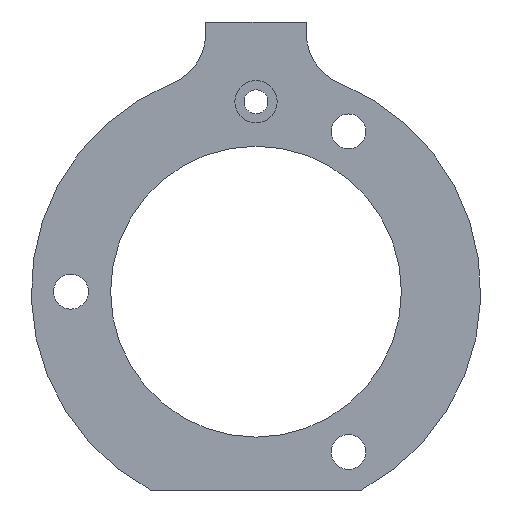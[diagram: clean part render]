
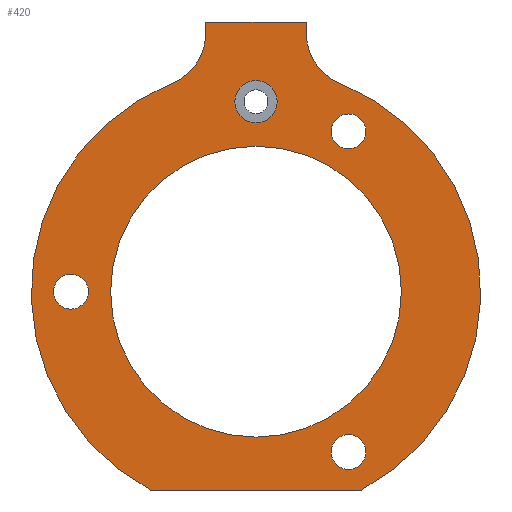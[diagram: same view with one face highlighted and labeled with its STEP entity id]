
A CAD part, front view. The second image highlights one B-rep face of the part: STEP entity #420.
In plain terms, the highlighted planar face has unit normal (0, -1, 0).
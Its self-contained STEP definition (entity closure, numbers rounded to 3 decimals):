
#15=FACE_BOUND('',#72,.T.);
#16=FACE_BOUND('',#73,.T.);
#17=FACE_BOUND('',#74,.T.);
#18=FACE_BOUND('',#75,.T.);
#19=FACE_BOUND('',#76,.T.);
#31=PLANE('',#465);
#46=FACE_OUTER_BOUND('',#71,.T.);
#71=EDGE_LOOP('',(#310,#311,#312,#313,#314,#315,#316,#317));
#72=EDGE_LOOP('',(#318));
#73=EDGE_LOOP('',(#319));
#74=EDGE_LOOP('',(#320));
#75=EDGE_LOOP('',(#321));
#76=EDGE_LOOP('',(#322));
#114=LINE('',#674,#145);
#117=LINE('',#680,#148);
#118=LINE('',#684,#149);
#119=LINE('',#685,#150);
#145=VECTOR('',#536,10.);
#148=VECTOR('',#541,10.);
#149=VECTOR('',#546,10.);
#150=VECTOR('',#547,10.);
#168=CIRCLE('',#456,10.);
#170=CIRCLE('',#459,42.5);
#172=CIRCLE('',#462,10.);
#173=CIRCLE('',#466,42.5);
#174=CIRCLE('',#467,27.5);
#175=CIRCLE('',#468,4.);
#176=CIRCLE('',#469,3.3);
#177=CIRCLE('',#470,3.3);
#178=CIRCLE('',#471,3.3);
#195=VERTEX_POINT('',#645);
#196=VERTEX_POINT('',#647);
#198=VERTEX_POINT('',#653);
#201=VERTEX_POINT('',#660);
#202=VERTEX_POINT('',#662);
#206=VERTEX_POINT('',#672);
#208=VERTEX_POINT('',#678);
#209=VERTEX_POINT('',#683);
#210=VERTEX_POINT('',#686);
#211=VERTEX_POINT('',#688);
#212=VERTEX_POINT('',#690);
#213=VERTEX_POINT('',#692);
#214=VERTEX_POINT('',#694);
#233=EDGE_CURVE('',#195,#196,#168,.T.);
#237=EDGE_CURVE('',#198,#195,#170,.T.);
#240=EDGE_CURVE('',#201,#202,#172,.T.);
#246=EDGE_CURVE('',#201,#206,#114,.T.);
#249=EDGE_CURVE('',#198,#208,#117,.T.);
#250=EDGE_CURVE('',#202,#208,#173,.T.);
#251=EDGE_CURVE('',#209,#206,#118,.T.);
#252=EDGE_CURVE('',#196,#209,#119,.T.);
#253=EDGE_CURVE('',#210,#210,#174,.T.);
#254=EDGE_CURVE('',#211,#211,#175,.T.);
#255=EDGE_CURVE('',#212,#212,#176,.T.);
#256=EDGE_CURVE('',#213,#213,#177,.T.);
#257=EDGE_CURVE('',#214,#214,#178,.T.);
#310=ORIENTED_EDGE('',*,*,#249,.T.);
#311=ORIENTED_EDGE('',*,*,#250,.F.);
#312=ORIENTED_EDGE('',*,*,#240,.F.);
#313=ORIENTED_EDGE('',*,*,#246,.T.);
#314=ORIENTED_EDGE('',*,*,#251,.F.);
#315=ORIENTED_EDGE('',*,*,#252,.F.);
#316=ORIENTED_EDGE('',*,*,#233,.F.);
#317=ORIENTED_EDGE('',*,*,#237,.F.);
#318=ORIENTED_EDGE('',*,*,#253,.T.);
#319=ORIENTED_EDGE('',*,*,#254,.T.);
#320=ORIENTED_EDGE('',*,*,#255,.T.);
#321=ORIENTED_EDGE('',*,*,#256,.T.);
#322=ORIENTED_EDGE('',*,*,#257,.T.);
#420=ADVANCED_FACE('',(#46,#15,#16,#17,#18,#19),#31,.F.);
#456=AXIS2_PLACEMENT_3D('',#648,#512,#513);
#459=AXIS2_PLACEMENT_3D('',#655,#520,#521);
#462=AXIS2_PLACEMENT_3D('',#663,#527,#528);
#465=AXIS2_PLACEMENT_3D('',#681,#542,#543);
#466=AXIS2_PLACEMENT_3D('',#682,#544,#545);
#467=AXIS2_PLACEMENT_3D('',#687,#548,#549);
#468=AXIS2_PLACEMENT_3D('',#689,#550,#551);
#469=AXIS2_PLACEMENT_3D('',#691,#552,#553);
#470=AXIS2_PLACEMENT_3D('',#693,#554,#555);
#471=AXIS2_PLACEMENT_3D('',#695,#556,#557);
#512=DIRECTION('center_axis',(0.,-1.,0.));
#513=DIRECTION('ref_axis',(0.828,0.,-0.56));
#520=DIRECTION('center_axis',(0.,1.,0.));
#521=DIRECTION('ref_axis',(-1.,0.,0.));
#527=DIRECTION('center_axis',(0.,-1.,0.));
#528=DIRECTION('ref_axis',(-0.828,0.,-0.56));
#536=DIRECTION('',(0.,0.,1.));
#541=DIRECTION('',(1.,0.,0.));
#542=DIRECTION('center_axis',(0.,1.,0.));
#543=DIRECTION('ref_axis',(-1.,0.,0.));
#544=DIRECTION('center_axis',(0.,1.,0.));
#545=DIRECTION('ref_axis',(-1.,0.,0.));
#546=DIRECTION('',(1.,0.,0.));
#547=DIRECTION('',(0.,0.,1.));
#548=DIRECTION('center_axis',(0.,1.,0.));
#549=DIRECTION('ref_axis',(-1.,0.,0.));
#550=DIRECTION('center_axis',(0.,1.,0.));
#551=DIRECTION('ref_axis',(0.,0.,-1.));
#552=DIRECTION('center_axis',(0.,1.,0.));
#553=DIRECTION('ref_axis',(0.,0.,1.));
#554=DIRECTION('center_axis',(0.,1.,0.));
#555=DIRECTION('ref_axis',(0.,0.,1.));
#556=DIRECTION('center_axis',(0.,1.,0.));
#557=DIRECTION('ref_axis',(0.,0.,1.));
#645=CARTESIAN_POINT('',(-28.802,-102.5,252.953));
#647=CARTESIAN_POINT('',(-22.52,-102.5,262.236));
#648=CARTESIAN_POINT('Origin',(-32.52,-102.5,262.236));
#653=CARTESIAN_POINT('',(-33.,-102.5,176.));
#655=CARTESIAN_POINT('Origin',(-13.,-102.5,213.5));
#660=CARTESIAN_POINT('',(-3.47,-102.5,262.232));
#662=CARTESIAN_POINT('',(2.81,-102.5,252.95));
#663=CARTESIAN_POINT('Origin',(6.53,-102.5,262.232));
#672=CARTESIAN_POINT('',(-3.47,-102.5,264.496));
#674=CARTESIAN_POINT('',(-3.47,-102.5,254.496));
#678=CARTESIAN_POINT('',(7.,-102.5,176.));
#680=CARTESIAN_POINT('',(-16.261,-102.5,176.));
#681=CARTESIAN_POINT('Origin',(-21.429,-102.5,213.5));
#682=CARTESIAN_POINT('Origin',(-13.,-102.5,213.5));
#683=CARTESIAN_POINT('',(-22.52,-102.5,264.496));
#684=CARTESIAN_POINT('',(-3.47,-102.5,264.496));
#685=CARTESIAN_POINT('',(-22.52,-102.5,254.496));
#686=CARTESIAN_POINT('',(14.5,-102.5,213.5));
#687=CARTESIAN_POINT('Origin',(-13.,-102.5,213.5));
#688=CARTESIAN_POINT('',(-12.995,-102.5,253.416));
#689=CARTESIAN_POINT('Origin',(-12.995,-102.5,249.416));
#690=CARTESIAN_POINT('',(4.5,-102.5,240.511));
#691=CARTESIAN_POINT('Origin',(4.5,-102.5,243.811));
#692=CARTESIAN_POINT('',(4.5,-102.5,179.889));
#693=CARTESIAN_POINT('Origin',(4.5,-102.5,183.189));
#694=CARTESIAN_POINT('',(-48.,-102.5,210.2));
#695=CARTESIAN_POINT('Origin',(-48.,-102.5,213.5));
